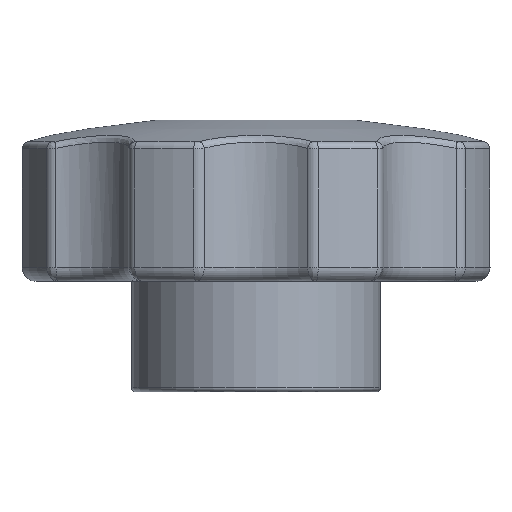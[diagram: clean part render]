
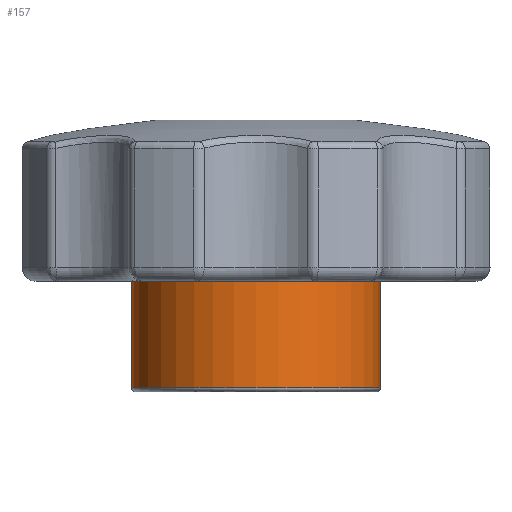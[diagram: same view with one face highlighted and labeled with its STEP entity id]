
A CAD part, front view. The second image highlights one B-rep face of the part: STEP entity #157.
In plain terms, the highlighted cylindrical face has radius 9 mm (diameter 18 mm), a full revolution.
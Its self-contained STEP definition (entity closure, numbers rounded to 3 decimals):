
#157 = ADVANCED_FACE( '', ( #414, #415 ), #416, .T. );
#414 = FACE_OUTER_BOUND( '', #1037, .T. );
#415 = FACE_OUTER_BOUND( '', #1038, .T. );
#416 = CYLINDRICAL_SURFACE( '', #1039, 9. );
#1037 = EDGE_LOOP( '', ( #6609 ) );
#1038 = EDGE_LOOP( '', ( #6610 ) );
#1039 = AXIS2_PLACEMENT_3D( '', #6611, #6612, #6613 );
#6609 = ORIENTED_EDGE( '', *, *, #7380, .T. );
#6610 = ORIENTED_EDGE( '', *, *, #7381, .F. );
#6611 = CARTESIAN_POINT( '', ( 0., 0., 57.15 ) );
#6612 = DIRECTION( '', ( 0., 0., -1. ) );
#6613 = DIRECTION( '', ( 1., 0., 0. ) );
#7380 = EDGE_CURVE( '', #7753, #7753, #7754, .T. );
#7381 = EDGE_CURVE( '', #7755, #7755, #7756, .T. );
#7753 = VERTEX_POINT( '', #8475 );
#7754 = CIRCLE( '', #8476, 9. );
#7755 = VERTEX_POINT( '', #8477 );
#7756 = CIRCLE( '', #8478, 9. );
#8475 = CARTESIAN_POINT( '', ( 9., 0., 0.3 ) );
#8476 = AXIS2_PLACEMENT_3D( '', #11308, #11309, #11310 );
#8477 = CARTESIAN_POINT( '', ( 9., 0., 8. ) );
#8478 = AXIS2_PLACEMENT_3D( '', #11311, #11312, #11313 );
#11308 = CARTESIAN_POINT( '', ( 0., 0., 0.3 ) );
#11309 = DIRECTION( '', ( 0., 0., 1. ) );
#11310 = DIRECTION( '', ( 1., 0., 0. ) );
#11311 = CARTESIAN_POINT( '', ( 0., 0., 8. ) );
#11312 = DIRECTION( '', ( 0., 0., 1. ) );
#11313 = DIRECTION( '', ( 1., 0., 0. ) );
